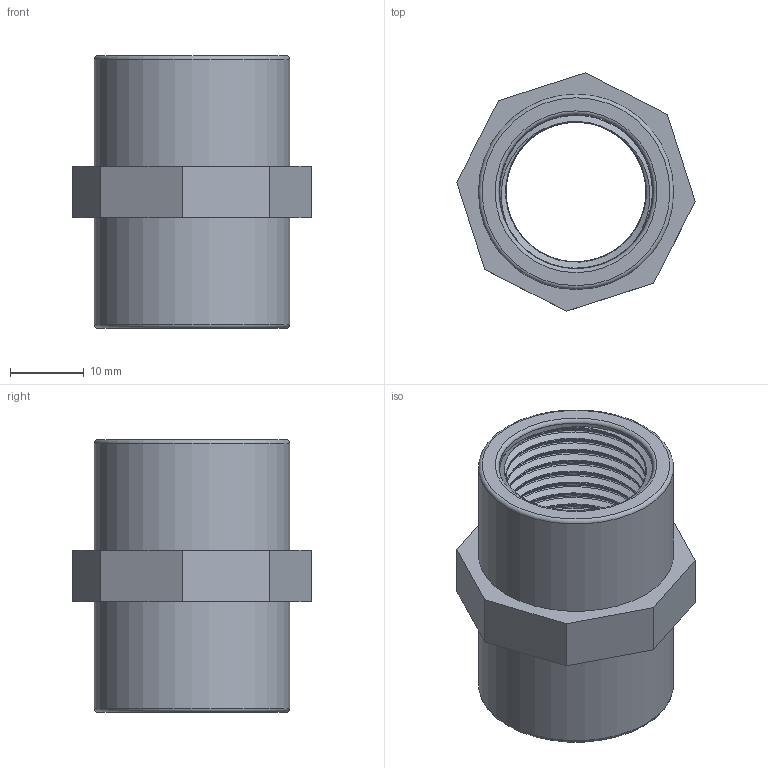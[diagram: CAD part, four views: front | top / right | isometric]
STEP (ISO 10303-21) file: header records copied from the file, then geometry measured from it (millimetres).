
FILE_DESCRIPTION(/* description */ (''),/* implementation_level */ '2;1');
FILE_NAME(/* name */ 'SO110200.stp',/* time_stamp */ '2017-02-15T16:19:43+01:00',/* author */ ('Gabriele'),/* organization */ (''),/* preprocessor_version */ 'ST-DEVELOPER v16.5',/* originating_system */ 'Autodesk Inventor 2017',/* authorisation */ '');
FILE_SCHEMA (('AUTOMOTIVE_DESIGN { 1 0 10303 214 3 1 1 }'));
Length unit declared in the file: millimetre
Products named in the file (1): SO100200
Bounding box: 32.36 x 32.36 x 37 mm (x, y, z)
Volume: 10053.5 mm3; surface area: 11066.8 mm2
Topology: 3 solids, 3 shells, 46 faces, 99 edges, 65 vertices
Faces by surface type: plane 20, bspline 12, cylinder 11, torus 3
Full cylindrical faces by diameter (mm): 18.96 x1, 19.96 x2, 20.96 x2, 26.5 x2
Entity records: 8993 total; most frequent: CARTESIAN_POINT 8090, ORIENTED_EDGE 178, DIRECTION 144, EDGE_CURVE 89, VERTEX_POINT 65, EDGE_LOOP 64, AXIS2_PLACEMENT_3D 60, FACE_OUTER_BOUND 46
